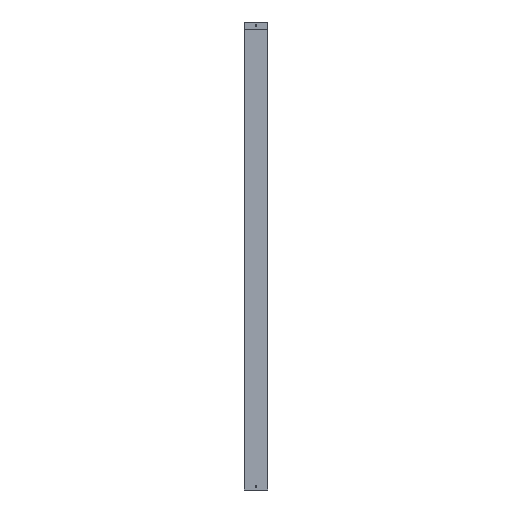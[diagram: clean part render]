
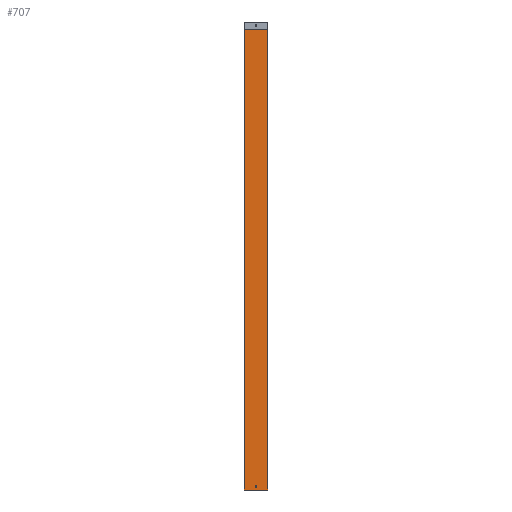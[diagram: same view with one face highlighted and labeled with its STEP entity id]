
A CAD part, front view. The second image highlights one B-rep face of the part: STEP entity #707.
In plain terms, the highlighted planar face has unit normal (0, -1, 0).
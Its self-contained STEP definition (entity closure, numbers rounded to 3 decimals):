
#15 = ORIENTED_EDGE ( 'NONE', *, *, #514, .T. ) ;
#16 = ORIENTED_EDGE ( 'NONE', *, *, #513, .T. ) ;
#17 = ORIENTED_EDGE ( 'NONE', *, *, #487, .F. ) ;
#18 = ORIENTED_EDGE ( 'NONE', *, *, #524, .F. ) ;
#19 = ORIENTED_EDGE ( 'NONE', *, *, #469, .F. ) ;
#59 = DIRECTION ( 'NONE',  ( 1., 0., 0. ) ) ;
#60 = CARTESIAN_POINT ( 'NONE',  ( -50., 0., 1968. ) ) ;
#82 = DIRECTION ( 'NONE',  ( 0., 0., -1. ) ) ;
#84 = DIRECTION ( 'NONE',  ( 1., 0., 0. ) ) ;
#86 = CARTESIAN_POINT ( 'NONE',  ( -50., 0., 0. ) ) ;
#102 = CARTESIAN_POINT ( 'NONE',  ( -50., 0., 1969. ) ) ;
#151 = DIRECTION ( 'NONE',  ( 0., 0., -1. ) ) ;
#154 = CARTESIAN_POINT ( 'NONE',  ( 50., 0., 1969. ) ) ;
#197 = DIRECTION ( 'NONE',  ( 0., 0., 1. ) ) ;
#198 = DIRECTION ( 'NONE',  ( 0., -1., 0. ) ) ;
#199 = CARTESIAN_POINT ( 'NONE',  ( 0., 0., 15. ) ) ;
#278 = EDGE_LOOP ( 'NONE', ( #19 ) ) ;
#296 = EDGE_LOOP ( 'NONE', ( #17, #18, #15, #16 ) ) ;
#381 = AXIS2_PLACEMENT_3D ( 'NONE', #961, #982, #983 ) ;
#403 = AXIS2_PLACEMENT_3D ( 'NONE', #199, #198, #197 ) ;
#469 = EDGE_CURVE ( 'NONE', #1317, #1317, #1282, .T. ) ;
#487 = EDGE_CURVE ( 'NONE', #1160, #1151, #1315, .T. ) ;
#513 = EDGE_CURVE ( 'NONE', #1150, #1151, #571, .T. ) ;
#514 = EDGE_CURVE ( 'NONE', #724, #1150, #563, .T. ) ;
#524 = EDGE_CURVE ( 'NONE', #724, #1160, #593, .T. ) ;
#563 = LINE ( 'NONE', #102, #576 ) ;
#571 = LINE ( 'NONE', #86, #574 ) ;
#574 = VECTOR ( 'NONE', #84, 1000. ) ;
#576 = VECTOR ( 'NONE', #82, 1000. ) ;
#593 = LINE ( 'NONE', #60, #596 ) ;
#596 = VECTOR ( 'NONE', #59, 1000. ) ;
#654 = FACE_BOUND ( 'NONE', #278, .T. ) ;
#665 = FACE_OUTER_BOUND ( 'NONE', #296, .T. ) ;
#707 = ADVANCED_FACE ( 'NONE', ( #654, #665 ), #1075, .F. ) ;
#724 = VERTEX_POINT ( 'NONE', #1046 ) ;
#887 = CARTESIAN_POINT ( 'NONE',  ( -50., 0., 0. ) ) ;
#891 = CARTESIAN_POINT ( 'NONE',  ( 0., 0., 18.5 ) ) ;
#922 = CARTESIAN_POINT ( 'NONE',  ( 50., 0., 1968. ) ) ;
#950 = CARTESIAN_POINT ( 'NONE',  ( 50., 0., 0. ) ) ;
#961 = CARTESIAN_POINT ( 'NONE',  ( -50., 0., 1969. ) ) ;
#982 = DIRECTION ( 'NONE',  ( 0., 1., 0. ) ) ;
#983 = DIRECTION ( 'NONE',  ( 0., 0., 1. ) ) ;
#1046 = CARTESIAN_POINT ( 'NONE',  ( -50., 0., 1968. ) ) ;
#1075 = PLANE ( 'NONE',  #381 ) ;
#1150 = VERTEX_POINT ( 'NONE', #887 ) ;
#1151 = VERTEX_POINT ( 'NONE', #950 ) ;
#1160 = VERTEX_POINT ( 'NONE', #922 ) ;
#1282 = CIRCLE ( 'NONE', #403, 3.5 ) ;
#1315 = LINE ( 'NONE', #154, #1318 ) ;
#1317 = VERTEX_POINT ( 'NONE', #891 ) ;
#1318 = VECTOR ( 'NONE', #151, 1000. ) ;
